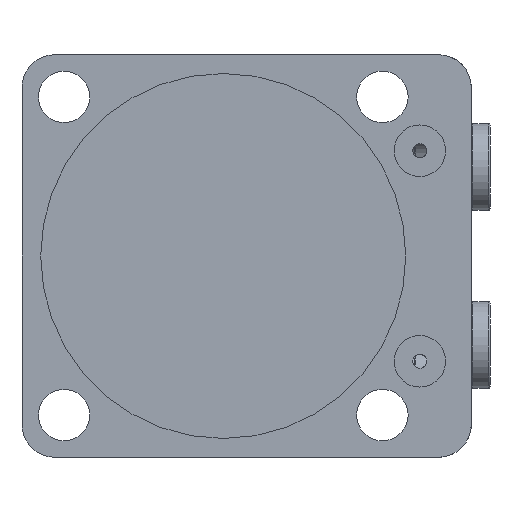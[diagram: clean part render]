
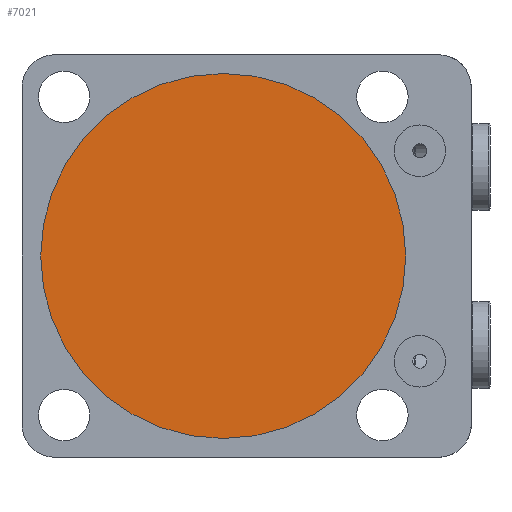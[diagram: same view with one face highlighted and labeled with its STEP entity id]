
A CAD part, front view. The second image highlights one B-rep face of the part: STEP entity #7021.
In plain terms, the highlighted planar face has unit normal (0, -1, 0).
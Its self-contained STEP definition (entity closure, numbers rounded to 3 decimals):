
#66 = EDGE_CURVE ( 'NONE', #6629, #6988, #1965, .T. ) ;
#998 = PLANE ( 'NONE',  #4914 ) ;
#1047 = DIRECTION ( 'NONE',  ( 0., 1., 0. ) ) ;
#1517 = CARTESIAN_POINT ( 'NONE',  ( 0., 0., 39. ) ) ;
#1550 = FACE_OUTER_BOUND ( 'NONE', #4598, .T. ) ;
#1965 = CIRCLE ( 'NONE', #6461, 39. ) ;
#2168 = DIRECTION ( 'NONE',  ( 0., 1., 0. ) ) ;
#3140 = AXIS2_PLACEMENT_3D ( 'NONE', #4497, #1047, #5066 ) ;
#3276 = DIRECTION ( 'NONE',  ( 0., 1., 0. ) ) ;
#3299 = CARTESIAN_POINT ( 'NONE',  ( 0., 0., 0. ) ) ;
#3945 = ORIENTED_EDGE ( 'NONE', *, *, #66, .F. ) ;
#4497 = CARTESIAN_POINT ( 'NONE',  ( 0., 0., 0. ) ) ;
#4562 = EDGE_CURVE ( 'NONE', #6988, #6629, #6778, .T. ) ;
#4598 = EDGE_LOOP ( 'NONE', ( #3945, #7355 ) ) ;
#4914 = AXIS2_PLACEMENT_3D ( 'NONE', #3299, #2168, #6188 ) ;
#5066 = DIRECTION ( 'NONE',  ( 0., 0., 1. ) ) ;
#6188 = DIRECTION ( 'NONE',  ( 0., 0., 1. ) ) ;
#6461 = AXIS2_PLACEMENT_3D ( 'NONE', #6712, #3276, #7289 ) ;
#6629 = VERTEX_POINT ( 'NONE', #6973 ) ;
#6712 = CARTESIAN_POINT ( 'NONE',  ( 0., 0., 0. ) ) ;
#6778 = CIRCLE ( 'NONE', #3140, 39. ) ;
#6973 = CARTESIAN_POINT ( 'NONE',  ( 0., 0., -39. ) ) ;
#6988 = VERTEX_POINT ( 'NONE', #1517 ) ;
#7021 = ADVANCED_FACE ( 'NONE', ( #1550 ), #998, .F. ) ;
#7289 = DIRECTION ( 'NONE',  ( 0., 0., 1. ) ) ;
#7355 = ORIENTED_EDGE ( 'NONE', *, *, #4562, .F. ) ;
